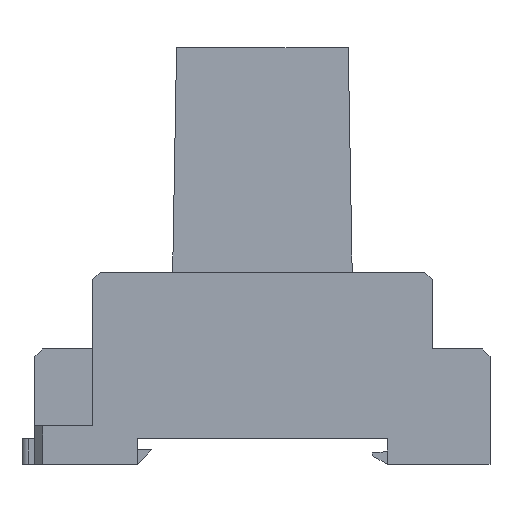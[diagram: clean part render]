
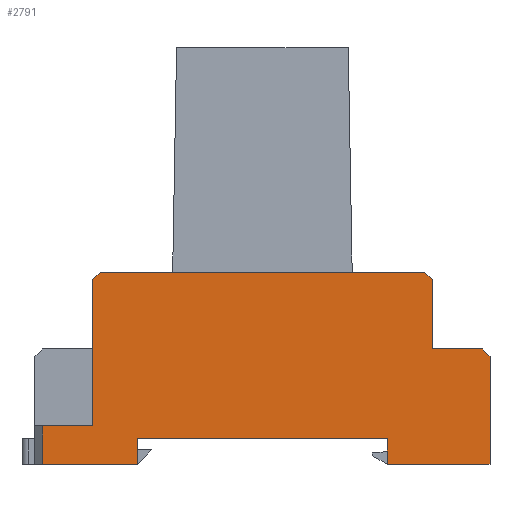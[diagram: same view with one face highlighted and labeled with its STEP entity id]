
A CAD part, left-side view. The second image highlights one B-rep face of the part: STEP entity #2791.
In plain terms, the highlighted planar face has unit normal (-1, 0, 0).
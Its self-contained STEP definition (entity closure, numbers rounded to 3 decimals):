
#398 = VERTEX_POINT ( 'NONE', #7893 ) ;
#431 = VERTEX_POINT ( 'NONE', #9526 ) ;
#490 = VECTOR ( 'NONE', #1844, 1000. ) ;
#522 = DIRECTION ( 'NONE',  ( 0., 0., -1. ) ) ;
#699 = VERTEX_POINT ( 'NONE', #1017 ) ;
#719 = CARTESIAN_POINT ( 'NONE',  ( -15., 25.3, 30. ) ) ;
#766 = DIRECTION ( 'NONE',  ( 0., 0., -1. ) ) ;
#800 = CARTESIAN_POINT ( 'NONE',  ( -15., -26.5, 28.8 ) ) ;
#968 = VERTEX_POINT ( 'NONE', #2286 ) ;
#1017 = CARTESIAN_POINT ( 'NONE',  ( -15., -35.5, 0. ) ) ;
#1025 = CARTESIAN_POINT ( 'NONE',  ( -15., 35.5, 6. ) ) ;
#1130 = VECTOR ( 'NONE', #6334, 1000. ) ;
#1280 = LINE ( 'NONE', #9352, #10427 ) ;
#1392 = ORIENTED_EDGE ( 'NONE', *, *, #6282, .T. ) ;
#1540 = VECTOR ( 'NONE', #6429, 1000. ) ;
#1543 = ORIENTED_EDGE ( 'NONE', *, *, #8976, .T. ) ;
#1557 = VECTOR ( 'NONE', #7302, 1000. ) ;
#1651 = CARTESIAN_POINT ( 'NONE',  ( -15., -34.3, 18. ) ) ;
#1673 = DIRECTION ( 'NONE',  ( 0., 0., -1. ) ) ;
#1774 = ORIENTED_EDGE ( 'NONE', *, *, #9572, .T. ) ;
#1831 = CARTESIAN_POINT ( 'NONE',  ( -15., 19.5, 4. ) ) ;
#1844 = DIRECTION ( 'NONE',  ( 0., 0.707, 0.707 ) ) ;
#1851 = VECTOR ( 'NONE', #11040, 1000. ) ;
#2176 = LINE ( 'NONE', #10376, #3720 ) ;
#2187 = VERTEX_POINT ( 'NONE', #9691 ) ;
#2218 = ORIENTED_EDGE ( 'NONE', *, *, #7480, .T. ) ;
#2276 = ORIENTED_EDGE ( 'NONE', *, *, #4105, .T. ) ;
#2285 = DIRECTION ( 'NONE',  ( 0., 1., 0. ) ) ;
#2286 = CARTESIAN_POINT ( 'NONE',  ( -15., 34.3, 0. ) ) ;
#2292 = LINE ( 'NONE', #9853, #9077 ) ;
#2296 = CARTESIAN_POINT ( 'NONE',  ( -15., -25.3, 30. ) ) ;
#2348 = CARTESIAN_POINT ( 'NONE',  ( -15., 25.3, 30. ) ) ;
#2363 = VERTEX_POINT ( 'NONE', #3827 ) ;
#2397 = CARTESIAN_POINT ( 'NONE',  ( -15., 34.3, 6. ) ) ;
#2477 = EDGE_CURVE ( 'NONE', #9770, #8316, #8145, .T. ) ;
#2525 = LINE ( 'NONE', #3236, #5872 ) ;
#2570 = LINE ( 'NONE', #7195, #490 ) ;
#2614 = EDGE_CURVE ( 'NONE', #8366, #4565, #2292, .T. ) ;
#2791 = ADVANCED_FACE ( 'NONE', ( #3835 ), #10842, .F. ) ;
#3035 = ORIENTED_EDGE ( 'NONE', *, *, #2614, .T. ) ;
#3122 = ORIENTED_EDGE ( 'NONE', *, *, #10023, .F. ) ;
#3236 = CARTESIAN_POINT ( 'NONE',  ( -15., -35.5, 4. ) ) ;
#3449 = EDGE_CURVE ( 'NONE', #10113, #699, #9332, .T. ) ;
#3546 = ORIENTED_EDGE ( 'NONE', *, *, #8492, .T. ) ;
#3592 = ORIENTED_EDGE ( 'NONE', *, *, #7394, .T. ) ;
#3720 = VECTOR ( 'NONE', #6919, 1000. ) ;
#3825 = EDGE_CURVE ( 'NONE', #9770, #4565, #9321, .T. ) ;
#3827 = CARTESIAN_POINT ( 'NONE',  ( -15., 26.5, 6. ) ) ;
#3835 = FACE_OUTER_BOUND ( 'NONE', #5498, .T. ) ;
#3869 = LINE ( 'NONE', #6962, #11298 ) ;
#3882 = ORIENTED_EDGE ( 'NONE', *, *, #3825, .F. ) ;
#4099 = LINE ( 'NONE', #6080, #10454 ) ;
#4105 = EDGE_CURVE ( 'NONE', #2187, #431, #9868, .T. ) ;
#4200 = LINE ( 'NONE', #1025, #1540 ) ;
#4306 = DIRECTION ( 'NONE',  ( 0., 0.707, -0.707 ) ) ;
#4539 = VECTOR ( 'NONE', #4306, 1000. ) ;
#4565 = VERTEX_POINT ( 'NONE', #2296 ) ;
#4641 = EDGE_CURVE ( 'NONE', #9078, #2187, #2525, .T. ) ;
#4753 = LINE ( 'NONE', #8900, #1130 ) ;
#5432 = CARTESIAN_POINT ( 'NONE',  ( -15., -26.5, 18. ) ) ;
#5498 = EDGE_LOOP ( 'NONE', ( #3122, #10540, #1774, #3592, #7808, #2276, #2218, #11285, #3546, #1392, #10915, #3035, #3882, #6416, #1543 ) ) ;
#5521 = VECTOR ( 'NONE', #7621, 1000. ) ;
#5787 = CARTESIAN_POINT ( 'NONE',  ( -15., -35.5, 30. ) ) ;
#5842 = DIRECTION ( 'NONE',  ( 0., -1., 0. ) ) ;
#5872 = VECTOR ( 'NONE', #5842, 1000. ) ;
#6080 = CARTESIAN_POINT ( 'NONE',  ( -15., 26.5, 30. ) ) ;
#6282 = EDGE_CURVE ( 'NONE', #8423, #11356, #10774, .T. ) ;
#6334 = DIRECTION ( 'NONE',  ( 0., 0., 1. ) ) ;
#6416 = ORIENTED_EDGE ( 'NONE', *, *, #2477, .T. ) ;
#6429 = DIRECTION ( 'NONE',  ( 0., -1., 0. ) ) ;
#6438 = EDGE_CURVE ( 'NONE', #8279, #968, #3869, .T. ) ;
#6616 = CARTESIAN_POINT ( 'NONE',  ( -15., -35.5, 30. ) ) ;
#6680 = CARTESIAN_POINT ( 'NONE',  ( -15., 26.5, 28.8 ) ) ;
#6919 = DIRECTION ( 'NONE',  ( 0., -1., 0. ) ) ;
#6962 = CARTESIAN_POINT ( 'NONE',  ( -15., 34.3, 30. ) ) ;
#7144 = VECTOR ( 'NONE', #522, 1000. ) ;
#7194 = CARTESIAN_POINT ( 'NONE',  ( -15., -35.5, 30. ) ) ;
#7195 = CARTESIAN_POINT ( 'NONE',  ( -15., -34.3, 18. ) ) ;
#7302 = DIRECTION ( 'NONE',  ( 0., -1., 0. ) ) ;
#7394 = EDGE_CURVE ( 'NONE', #398, #9078, #10752, .T. ) ;
#7479 = DIRECTION ( 'NONE',  ( 1., 0., 0. ) ) ;
#7480 = EDGE_CURVE ( 'NONE', #431, #699, #2176, .T. ) ;
#7621 = DIRECTION ( 'NONE',  ( 0., 0., 1. ) ) ;
#7808 = ORIENTED_EDGE ( 'NONE', *, *, #4641, .T. ) ;
#7893 = CARTESIAN_POINT ( 'NONE',  ( -15., 19.5, 0. ) ) ;
#8145 = LINE ( 'NONE', #719, #4539 ) ;
#8217 = DIRECTION ( 'NONE',  ( 0., 0.707, 0.707 ) ) ;
#8279 = VERTEX_POINT ( 'NONE', #2397 ) ;
#8316 = VERTEX_POINT ( 'NONE', #6680 ) ;
#8366 = VERTEX_POINT ( 'NONE', #800 ) ;
#8423 = VERTEX_POINT ( 'NONE', #1651 ) ;
#8444 = VECTOR ( 'NONE', #2285, 1000. ) ;
#8492 = EDGE_CURVE ( 'NONE', #10113, #8423, #2570, .T. ) ;
#8507 = CARTESIAN_POINT ( 'NONE',  ( -15., -19.5, 30. ) ) ;
#8900 = CARTESIAN_POINT ( 'NONE',  ( -15., -26.5, 30. ) ) ;
#8968 = AXIS2_PLACEMENT_3D ( 'NONE', #6616, #7479, #9146 ) ;
#8976 = EDGE_CURVE ( 'NONE', #8316, #2363, #4099, .T. ) ;
#9077 = VECTOR ( 'NONE', #8217, 1000. ) ;
#9078 = VERTEX_POINT ( 'NONE', #1831 ) ;
#9146 = DIRECTION ( 'NONE',  ( 0., 0., -1. ) ) ;
#9182 = CARTESIAN_POINT ( 'NONE',  ( -15., -35.5, 16.8 ) ) ;
#9321 = LINE ( 'NONE', #7194, #1557 ) ;
#9329 = CARTESIAN_POINT ( 'NONE',  ( -15., -35.5, 18. ) ) ;
#9332 = LINE ( 'NONE', #5787, #1851 ) ;
#9352 = CARTESIAN_POINT ( 'NONE',  ( -15., -35.5, 0. ) ) ;
#9526 = CARTESIAN_POINT ( 'NONE',  ( -15., -19.5, 0. ) ) ;
#9572 = EDGE_CURVE ( 'NONE', #968, #398, #1280, .T. ) ;
#9691 = CARTESIAN_POINT ( 'NONE',  ( -15., -19.5, 4. ) ) ;
#9770 = VERTEX_POINT ( 'NONE', #2348 ) ;
#9853 = CARTESIAN_POINT ( 'NONE',  ( -15., -25.3, 30. ) ) ;
#9868 = LINE ( 'NONE', #8507, #7144 ) ;
#10023 = EDGE_CURVE ( 'NONE', #8279, #2363, #4200, .T. ) ;
#10113 = VERTEX_POINT ( 'NONE', #9182 ) ;
#10203 = DIRECTION ( 'NONE',  ( 0., -1., 0. ) ) ;
#10376 = CARTESIAN_POINT ( 'NONE',  ( -15., -35.5, 0. ) ) ;
#10427 = VECTOR ( 'NONE', #10203, 1000. ) ;
#10454 = VECTOR ( 'NONE', #1673, 1000. ) ;
#10540 = ORIENTED_EDGE ( 'NONE', *, *, #6438, .T. ) ;
#10752 = LINE ( 'NONE', #11015, #5521 ) ;
#10774 = LINE ( 'NONE', #9329, #8444 ) ;
#10842 = PLANE ( 'NONE',  #8968 ) ;
#10915 = ORIENTED_EDGE ( 'NONE', *, *, #10982, .T. ) ;
#10982 = EDGE_CURVE ( 'NONE', #11356, #8366, #4753, .T. ) ;
#11015 = CARTESIAN_POINT ( 'NONE',  ( -15., 19.5, 30. ) ) ;
#11040 = DIRECTION ( 'NONE',  ( 0., 0., -1. ) ) ;
#11285 = ORIENTED_EDGE ( 'NONE', *, *, #3449, .F. ) ;
#11298 = VECTOR ( 'NONE', #766, 1000. ) ;
#11356 = VERTEX_POINT ( 'NONE', #5432 ) ;
